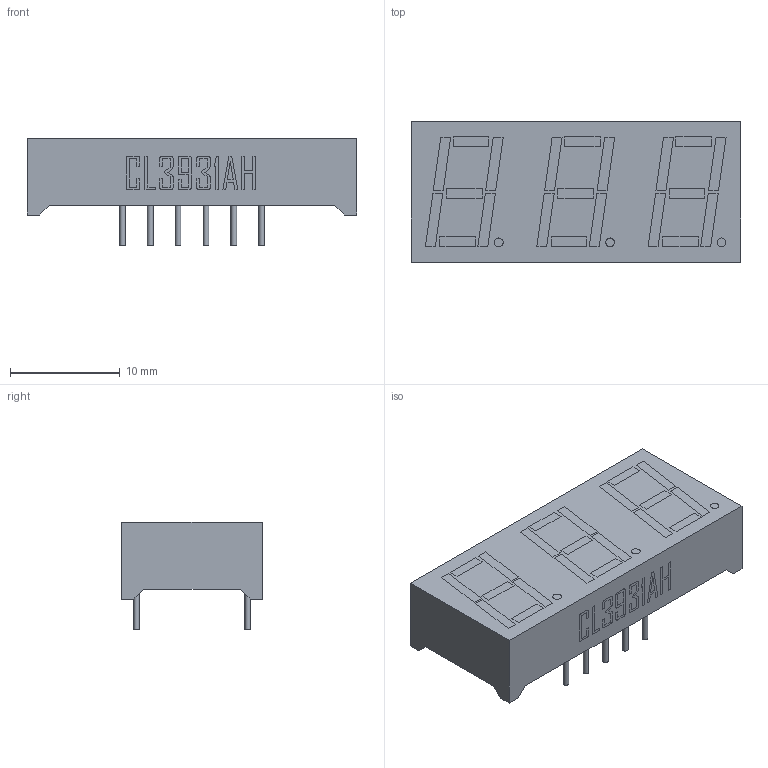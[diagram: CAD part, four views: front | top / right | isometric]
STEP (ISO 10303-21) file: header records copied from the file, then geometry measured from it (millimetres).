
FILE_DESCRIPTION(/* description */ (''),/* implementation_level */ '2;1');
FILE_NAME(/* name */ '3digit_39inch.step',/* time_stamp */ '2020-10-13T23:02:20+02:00',/* author */ (''),/* organization */ (''),/* preprocessor_version */ 'ST-DEVELOPER v18.1',/* originating_system */ 'Autodesk Translation Framework v9.3.0.1241',/* authorisation */ '');
FILE_SCHEMA (('AUTOMOTIVE_DESIGN { 1 0 10303 214 3 1 1 }'));
Length unit declared in the file: millimetre
Products named in the file (5): ALL_PARTS; text_keep; body_legs_txt; Digits_keep; pins
Assembly tree (4 placements, depth 2):
  ALL_PARTS
    text_keep
    body_legs_txt
    Digits_keep
    pins
Bounding box: 30.02 x 12.8 x 9.8 mm (x, y, z)
Volume: 2357 mm3; surface area: 3433.1 mm2
Topology: 44 solids, 44 shells, 609 faces, 1461 edges, 974 vertices
Faces by surface type: plane 516, bspline 76, cylinder 17
Full cylindrical faces by diameter (mm): 0.51 x11, 0.8 x6
Entity records: 18240 total; most frequent: CARTESIAN_POINT 4346, ORIENTED_EDGE 2922, DIRECTION 2429, EDGE_CURVE 1461, LINE 1275, VECTOR 1275, VERTEX_POINT 974, EDGE_LOOP 647
